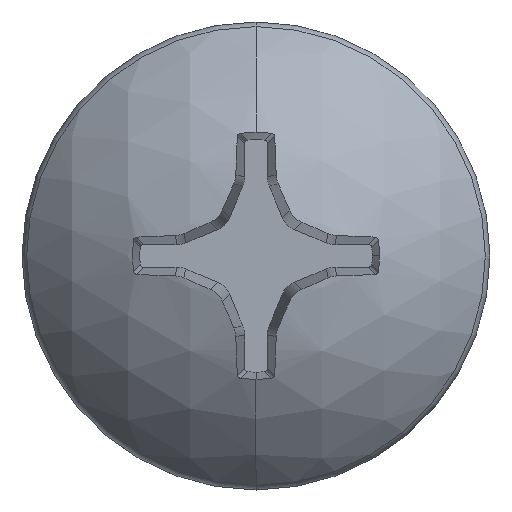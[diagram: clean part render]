
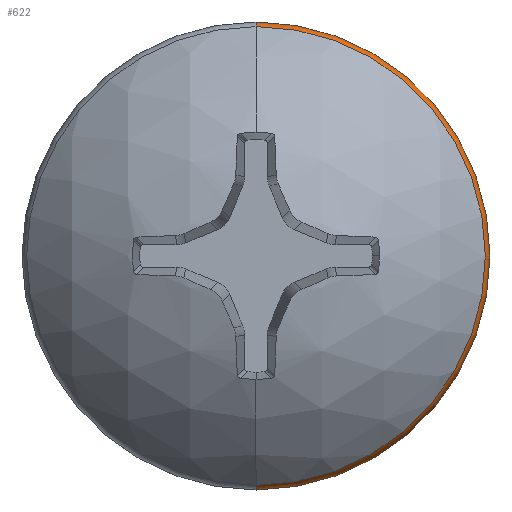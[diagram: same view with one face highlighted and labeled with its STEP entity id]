
A CAD part, top view. The second image highlights one B-rep face of the part: STEP entity #622.
In plain terms, the highlighted toroidal (fillet/blend) face has major radius 2.206 mm and minor radius 0.245 mm.
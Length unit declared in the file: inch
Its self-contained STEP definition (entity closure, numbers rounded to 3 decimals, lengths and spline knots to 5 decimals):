
#2 = ORIENTED_EDGE ( 'NONE', *, *, #2043, .T. ) ;
#107 = AXIS2_PLACEMENT_3D ( 'NONE', #930, #1859, #5106 ) ;
#152 = DIRECTION ( 'NONE',  ( 0., -1., 0. ) ) ;
#164 = CIRCLE ( 'NONE', #634, 0.00965 ) ;
#622 = ADVANCED_FACE ( 'NONE', ( #3874 ), #5899, .T. ) ;
#634 = AXIS2_PLACEMENT_3D ( 'NONE', #2593, #2098, #3033 ) ;
#765 = AXIS2_PLACEMENT_3D ( 'NONE', #2875, #3268, #152 ) ;
#930 = CARTESIAN_POINT ( 'NONE',  ( 0., 0., 0.16975 ) ) ;
#1108 = EDGE_CURVE ( 'NONE', #4158, #3361, #2348, .T. ) ;
#1543 = CARTESIAN_POINT ( 'NONE',  ( 0., -0.0965, 0.16975 ) ) ;
#1606 = CIRCLE ( 'NONE', #107, 0.0965 ) ;
#1859 = DIRECTION ( 'NONE',  ( 0., 0., 1. ) ) ;
#1971 = CIRCLE ( 'NONE', #5722, 0.00965 ) ;
#1985 = ORIENTED_EDGE ( 'NONE', *, *, #1108, .F. ) ;
#2043 = EDGE_CURVE ( 'NONE', #2345, #3361, #164, .T. ) ;
#2098 = DIRECTION ( 'NONE',  ( 1., 0., 0. ) ) ;
#2327 = EDGE_CURVE ( 'NONE', #5078, #2345, #1606, .T. ) ;
#2335 = CARTESIAN_POINT ( 'NONE',  ( 0., 0.0965, 0.16975 ) ) ;
#2345 = VERTEX_POINT ( 'NONE', #2335 ) ;
#2348 = CIRCLE ( 'NONE', #4396, 0.09459 ) ;
#2497 = EDGE_CURVE ( 'NONE', #5078, #4158, #1971, .T. ) ;
#2593 = CARTESIAN_POINT ( 'NONE',  ( 0., 0.08685, 0.16975 ) ) ;
#2875 = CARTESIAN_POINT ( 'NONE',  ( 0., 0., 0.16975 ) ) ;
#2988 = CARTESIAN_POINT ( 'NONE',  ( 0., -0.08685, 0.16975 ) ) ;
#3033 = DIRECTION ( 'NONE',  ( 0., 1., 0. ) ) ;
#3268 = DIRECTION ( 'NONE',  ( 0., 0., 1. ) ) ;
#3361 = VERTEX_POINT ( 'NONE', #4756 ) ;
#3874 = FACE_OUTER_BOUND ( 'NONE', #5374, .T. ) ;
#3923 = DIRECTION ( 'NONE',  ( -1., 0., 0. ) ) ;
#4158 = VERTEX_POINT ( 'NONE', #5838 ) ;
#4396 = AXIS2_PLACEMENT_3D ( 'NONE', #4890, #4509, #4926 ) ;
#4509 = DIRECTION ( 'NONE',  ( 0., 0., 1. ) ) ;
#4756 = CARTESIAN_POINT ( 'NONE',  ( 0., 0.09459, 0.17552 ) ) ;
#4890 = CARTESIAN_POINT ( 'NONE',  ( 0., 0., 0.17552 ) ) ;
#4926 = DIRECTION ( 'NONE',  ( 0., -1., 0. ) ) ;
#5078 = VERTEX_POINT ( 'NONE', #1543 ) ;
#5106 = DIRECTION ( 'NONE',  ( 0., -1., 0. ) ) ;
#5351 = ORIENTED_EDGE ( 'NONE', *, *, #2497, .F. ) ;
#5374 = EDGE_LOOP ( 'NONE', ( #5609, #2, #1985, #5351 ) ) ;
#5609 = ORIENTED_EDGE ( 'NONE', *, *, #2327, .T. ) ;
#5722 = AXIS2_PLACEMENT_3D ( 'NONE', #2988, #3923, #5783 ) ;
#5783 = DIRECTION ( 'NONE',  ( 0., 0., 1. ) ) ;
#5838 = CARTESIAN_POINT ( 'NONE',  ( 0., -0.09459, 0.17552 ) ) ;
#5899 = TOROIDAL_SURFACE ( 'NONE', #765, 0.08685, 0.00965 ) ;
